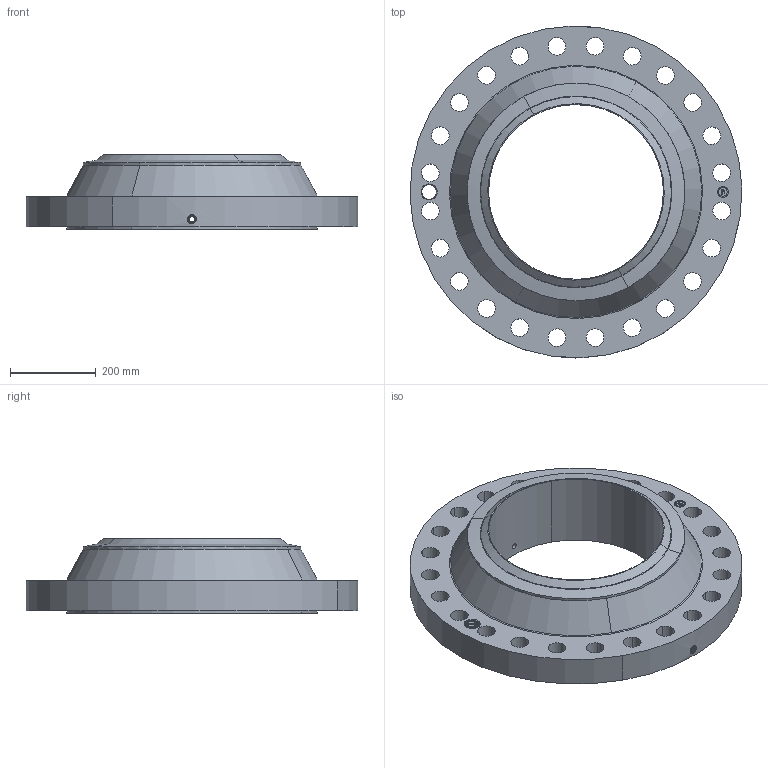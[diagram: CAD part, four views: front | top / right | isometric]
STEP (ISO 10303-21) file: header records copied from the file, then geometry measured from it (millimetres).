
FILE_DESCRIPTION(('3D STEP'),'2;1');
FILE_NAME('20-400-RF-WELD-NECK-160-ORIF-FLANGE.stp','2013-10-21T06:04:37+00:00',('Texas Flange'),(''),'CATIA Version 5 Release 20 SP 6 (IN-10)','CATIA V5 STEP AP214','800-826-3801');
FILE_SCHEMA(('AUTOMOTIVE_DESIGN { 1 0 10303 214 1 1 1 1 }'));
Length unit declared in the file: inch
Products named in the file (1): 20-400-RF-WELD-NECK-160-ORIF-FLANGE
Bounding box: 774.48 x 774.7 x 174.5 mm (x, y, z)
Volume: 30953004.1 mm3; surface area: 1356627.1 mm2
Topology: 1 solids, 1 shells, 814 faces, 2216 edges, 1423 vertices
Faces by surface type: plane 369, bspline 258, cylinder 129, cone 50, torus 4, revolution 4
Entity records: 34306 total; most frequent: CARTESIAN_POINT 14077, ORIENTED_EDGE 4432, EDGE_CURVE 2216, DIRECTION 2210, VERTEX_POINT 1423, VECTOR 1218, LINE 1218, EDGE_LOOP 889
